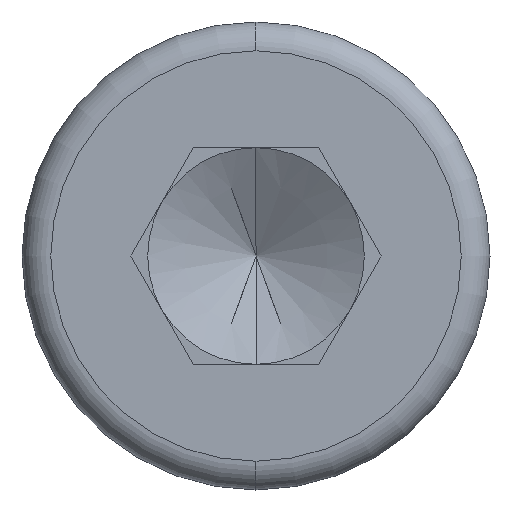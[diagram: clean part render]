
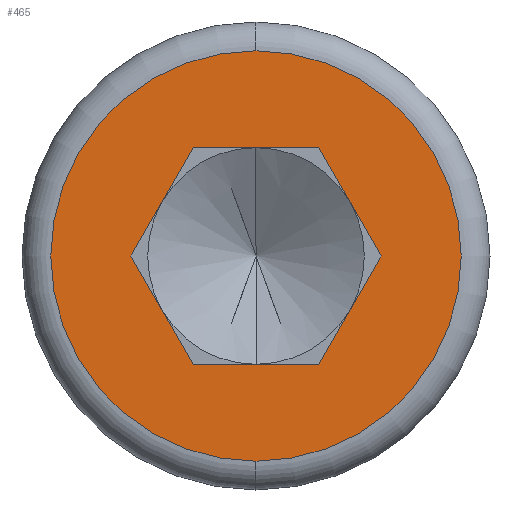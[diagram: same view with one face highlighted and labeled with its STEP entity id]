
A CAD part, left-side view. The second image highlights one B-rep face of the part: STEP entity #465.
In plain terms, the highlighted planar face has unit normal (-1, 0, 0).
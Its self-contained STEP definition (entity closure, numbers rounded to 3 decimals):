
#17 = VERTEX_POINT ( 'NONE', #260 ) ;
#33 = EDGE_CURVE ( 'NONE', #623, #480, #165, .T. ) ;
#38 = LINE ( 'NONE', #170, #233 ) ;
#66 = DIRECTION ( 'NONE',  ( -1., 0., 0. ) ) ;
#83 = ORIENTED_EDGE ( 'NONE', *, *, #33, .F. ) ;
#87 = VECTOR ( 'NONE', #510, 1000. ) ;
#90 = CARTESIAN_POINT ( 'NONE',  ( 0., 3.476, 0. ) ) ;
#92 = CARTESIAN_POINT ( 'NONE',  ( 0., 0., -5.7 ) ) ;
#97 = VERTEX_POINT ( 'NONE', #777 ) ;
#102 = VERTEX_POINT ( 'NONE', #153 ) ;
#117 = PLANE ( 'NONE',  #119 ) ;
#119 = AXIS2_PLACEMENT_3D ( 'NONE', #307, #66, #666 ) ;
#120 = EDGE_CURVE ( 'NONE', #401, #97, #661, .T. ) ;
#148 = CARTESIAN_POINT ( 'NONE',  ( 0., 3.476, 0. ) ) ;
#153 = CARTESIAN_POINT ( 'NONE',  ( 0., 1.738, 3.01 ) ) ;
#162 = ORIENTED_EDGE ( 'NONE', *, *, #213, .F. ) ;
#165 = LINE ( 'NONE', #90, #202 ) ;
#170 = CARTESIAN_POINT ( 'NONE',  ( 0., 3.476, 0. ) ) ;
#179 = LINE ( 'NONE', #581, #352 ) ;
#180 = LINE ( 'NONE', #183, #673 ) ;
#183 = CARTESIAN_POINT ( 'NONE',  ( 0., 1.738, -3.01 ) ) ;
#186 = VECTOR ( 'NONE', #602, 1000. ) ;
#195 = DIRECTION ( 'NONE',  ( -1., 0., 0. ) ) ;
#202 = VECTOR ( 'NONE', #575, 1000. ) ;
#205 = CIRCLE ( 'NONE', #648, 5.7 ) ;
#213 = EDGE_CURVE ( 'NONE', #480, #17, #180, .T. ) ;
#223 = ORIENTED_EDGE ( 'NONE', *, *, #499, .T. ) ;
#226 = DIRECTION ( 'NONE',  ( 0., -0.5, 0.866 ) ) ;
#233 = VECTOR ( 'NONE', #226, 1000. ) ;
#237 = ORIENTED_EDGE ( 'NONE', *, *, #322, .F. ) ;
#241 = EDGE_LOOP ( 'NONE', ( #379, #318 ) ) ;
#250 = LINE ( 'NONE', #596, #186 ) ;
#260 = CARTESIAN_POINT ( 'NONE',  ( 0., -1.738, -3.01 ) ) ;
#262 = LINE ( 'NONE', #317, #87 ) ;
#290 = VERTEX_POINT ( 'NONE', #697 ) ;
#303 = CARTESIAN_POINT ( 'NONE',  ( 0., 1.738, -3.01 ) ) ;
#307 = CARTESIAN_POINT ( 'NONE',  ( 0., 0., 0. ) ) ;
#317 = CARTESIAN_POINT ( 'NONE',  ( 0., -1.738, 3.01 ) ) ;
#318 = ORIENTED_EDGE ( 'NONE', *, *, #120, .T. ) ;
#319 = ORIENTED_EDGE ( 'NONE', *, *, #692, .T. ) ;
#322 = EDGE_CURVE ( 'NONE', #290, #102, #179, .T. ) ;
#343 = CARTESIAN_POINT ( 'NONE',  ( 0., -3.476, 0. ) ) ;
#352 = VECTOR ( 'NONE', #461, 1000. ) ;
#379 = ORIENTED_EDGE ( 'NONE', *, *, #739, .T. ) ;
#382 = DIRECTION ( 'NONE',  ( -1., 0., 0. ) ) ;
#401 = VERTEX_POINT ( 'NONE', #92 ) ;
#423 = DIRECTION ( 'NONE',  ( 0., -1., 0. ) ) ;
#426 = FACE_BOUND ( 'NONE', #484, .T. ) ;
#432 = DIRECTION ( 'NONE',  ( 0., 0., 1. ) ) ;
#461 = DIRECTION ( 'NONE',  ( 0., 1., 0. ) ) ;
#465 = ADVANCED_FACE ( 'NONE', ( #426, #533 ), #117, .T. ) ;
#480 = VERTEX_POINT ( 'NONE', #303 ) ;
#484 = EDGE_LOOP ( 'NONE', ( #501, #237, #319, #223, #162, #83 ) ) ;
#499 = EDGE_CURVE ( 'NONE', #757, #17, #250, .T. ) ;
#501 = ORIENTED_EDGE ( 'NONE', *, *, #763, .T. ) ;
#510 = DIRECTION ( 'NONE',  ( 0., -0.5, -0.866 ) ) ;
#533 = FACE_OUTER_BOUND ( 'NONE', #241, .T. ) ;
#575 = DIRECTION ( 'NONE',  ( 0., -0.5, -0.866 ) ) ;
#581 = CARTESIAN_POINT ( 'NONE',  ( 0., -1.738, 3.01 ) ) ;
#596 = CARTESIAN_POINT ( 'NONE',  ( 0., -3.476, 0. ) ) ;
#602 = DIRECTION ( 'NONE',  ( 0., 0.5, -0.866 ) ) ;
#623 = VERTEX_POINT ( 'NONE', #148 ) ;
#640 = CARTESIAN_POINT ( 'NONE',  ( 0., 0., 0. ) ) ;
#648 = AXIS2_PLACEMENT_3D ( 'NONE', #742, #195, #432 ) ;
#661 = CIRCLE ( 'NONE', #726, 5.7 ) ;
#666 = DIRECTION ( 'NONE',  ( 0., 0., 1. ) ) ;
#673 = VECTOR ( 'NONE', #423, 1000. ) ;
#692 = EDGE_CURVE ( 'NONE', #290, #757, #262, .T. ) ;
#697 = CARTESIAN_POINT ( 'NONE',  ( 0., -1.738, 3.01 ) ) ;
#726 = AXIS2_PLACEMENT_3D ( 'NONE', #640, #382, #762 ) ;
#739 = EDGE_CURVE ( 'NONE', #97, #401, #205, .T. ) ;
#742 = CARTESIAN_POINT ( 'NONE',  ( 0., 0., 0. ) ) ;
#757 = VERTEX_POINT ( 'NONE', #343 ) ;
#762 = DIRECTION ( 'NONE',  ( 0., 0., 1. ) ) ;
#763 = EDGE_CURVE ( 'NONE', #623, #102, #38, .T. ) ;
#777 = CARTESIAN_POINT ( 'NONE',  ( 0., 0., 5.7 ) ) ;
